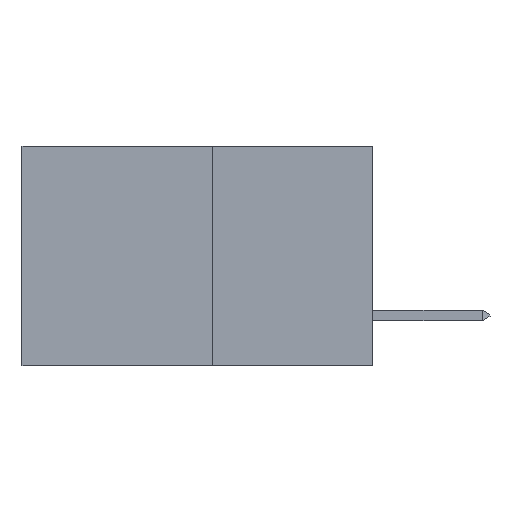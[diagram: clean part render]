
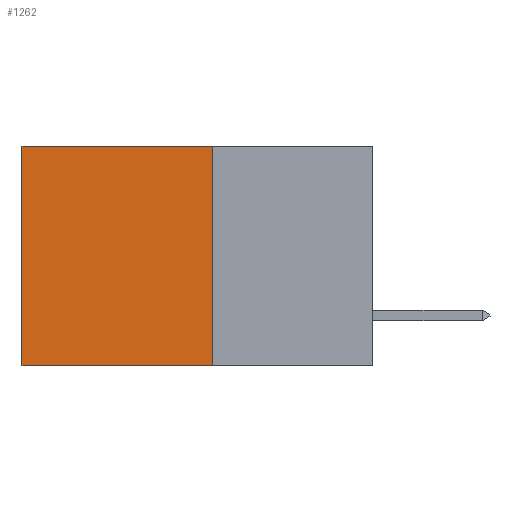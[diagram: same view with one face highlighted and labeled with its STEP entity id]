
A CAD part, left-side view. The second image highlights one B-rep face of the part: STEP entity #1262.
In plain terms, the highlighted planar face has unit normal (-1, 0, 0).
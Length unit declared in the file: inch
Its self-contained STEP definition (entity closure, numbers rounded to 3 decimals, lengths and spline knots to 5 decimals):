
#128 = CARTESIAN_POINT ( 'NONE',  ( 0.277, 0.59, 0. ) ) ;
#265 = ORIENTED_EDGE ( 'NONE', *, *, #3401, .T. ) ;
#618 = VERTEX_POINT ( 'NONE', #128 ) ;
#855 = DIRECTION ( 'NONE',  ( 0., 0., -1. ) ) ;
#898 = DIRECTION ( 'NONE',  ( 0., 0., -1. ) ) ;
#1042 = CARTESIAN_POINT ( 'NONE',  ( 0.277, 0.27, -0.37 ) ) ;
#1063 = FACE_OUTER_BOUND ( 'NONE', #4791, .T. ) ;
#1181 = ORIENTED_EDGE ( 'NONE', *, *, #7614, .T. ) ;
#1262 = ADVANCED_FACE ( 'NONE', ( #1063 ), #3223, .F. ) ;
#1628 = VECTOR ( 'NONE', #898, 39.37008 ) ;
#1718 = LINE ( 'NONE', #6356, #6048 ) ;
#1786 = DIRECTION ( 'NONE',  ( 0., 0., -1. ) ) ;
#1836 = VERTEX_POINT ( 'NONE', #6996 ) ;
#2052 = DIRECTION ( 'NONE',  ( 0., 1., 0. ) ) ;
#3223 = PLANE ( 'NONE',  #6405 ) ;
#3401 = EDGE_CURVE ( 'NONE', #4824, #618, #5754, .T. ) ;
#3564 = EDGE_CURVE ( 'NONE', #5699, #1836, #1718, .T. ) ;
#3576 = LINE ( 'NONE', #5448, #5269 ) ;
#4270 = CARTESIAN_POINT ( 'NONE',  ( 0.277, 0.27, 0. ) ) ;
#4474 = DIRECTION ( 'NONE',  ( 1., 0., 0. ) ) ;
#4519 = CARTESIAN_POINT ( 'NONE',  ( 0.277, 0.59, -0.37 ) ) ;
#4791 = EDGE_LOOP ( 'NONE', ( #1181, #5231, #5586, #265 ) ) ;
#4824 = VERTEX_POINT ( 'NONE', #6944 ) ;
#4849 = LINE ( 'NONE', #4519, #1628 ) ;
#5082 = CARTESIAN_POINT ( 'NONE',  ( 0.277, 0.27, -0.37 ) ) ;
#5231 = ORIENTED_EDGE ( 'NONE', *, *, #3564, .F. ) ;
#5269 = VECTOR ( 'NONE', #1786, 39.37008 ) ;
#5448 = CARTESIAN_POINT ( 'NONE',  ( 0.277, 0.27, -0.37 ) ) ;
#5586 = ORIENTED_EDGE ( 'NONE', *, *, #6616, .F. ) ;
#5699 = VERTEX_POINT ( 'NONE', #1042 ) ;
#5754 = LINE ( 'NONE', #4270, #7222 ) ;
#6048 = VECTOR ( 'NONE', #2052, 39.37008 ) ;
#6189 = DIRECTION ( 'NONE',  ( 0., 1., 0. ) ) ;
#6356 = CARTESIAN_POINT ( 'NONE',  ( 0.277, 0.27, -0.37 ) ) ;
#6405 = AXIS2_PLACEMENT_3D ( 'NONE', #5082, #4474, #855 ) ;
#6616 = EDGE_CURVE ( 'NONE', #4824, #5699, #3576, .T. ) ;
#6944 = CARTESIAN_POINT ( 'NONE',  ( 0.277, 0.27, 0. ) ) ;
#6996 = CARTESIAN_POINT ( 'NONE',  ( 0.277, 0.59, -0.37 ) ) ;
#7222 = VECTOR ( 'NONE', #6189, 39.37008 ) ;
#7614 = EDGE_CURVE ( 'NONE', #618, #1836, #4849, .T. ) ;
